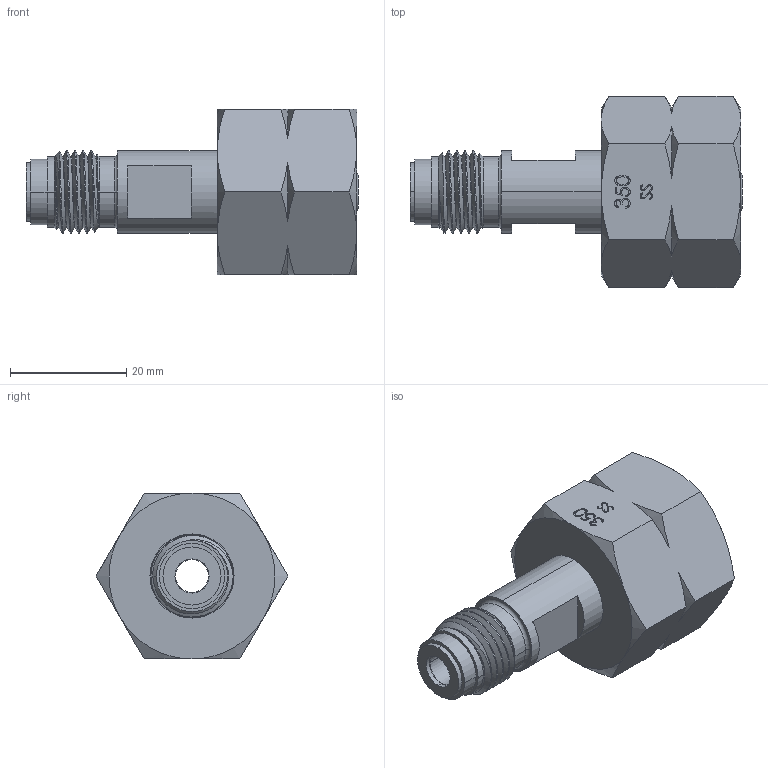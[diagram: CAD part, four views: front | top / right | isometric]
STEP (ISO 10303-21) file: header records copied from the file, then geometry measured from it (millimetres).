
FILE_DESCRIPTION (( 'STEP AP203' ), '1' );
FILE_NAME ('INL-350SS-4MFS-P.STEP', '2025-01-09T12:49:41', ( '' ), ( '' ), 'SwSTEP 2.0', 'SolidWorks 2018', '' );
FILE_SCHEMA (( 'CONFIG_CONTROL_DESIGN' ));
Length unit declared in the file: inch
Products named in the file (1): INL-350SS-4MFS-P
Bounding box: 57.15 x 33 x 28.57 mm (x, y, z)
Volume: 16821.8 mm3; surface area: 9302.4 mm2
Topology: 2 solids, 2 shells, 199 faces, 602 edges, 419 vertices
Faces by surface type: bspline 67, cylinder 42, plane 41, cone 39, torus 8, sphere 2
Entity records: 16288 total; most frequent: CARTESIAN_POINT 11551, ORIENTED_EDGE 1196, DIRECTION 631, EDGE_CURVE 598, VERTEX_POINT 417, B_SPLINE_CURVE_WITH_KNOTS 306, AXIS2_PLACEMENT_3D 227, EDGE_LOOP 217
